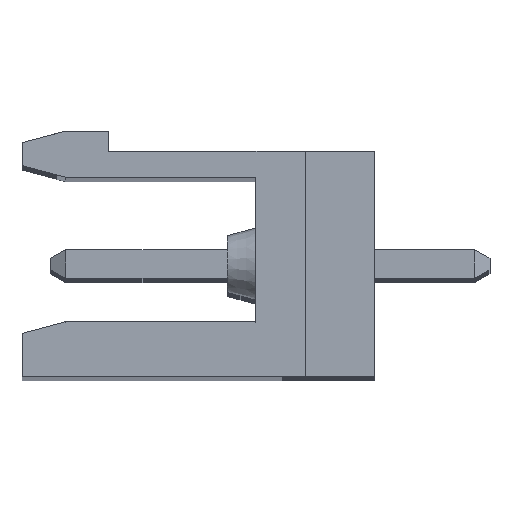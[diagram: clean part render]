
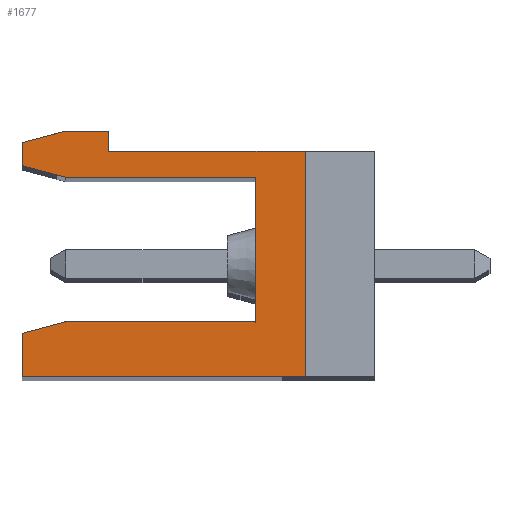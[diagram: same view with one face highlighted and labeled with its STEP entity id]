
A CAD part, top view. The second image highlights one B-rep face of the part: STEP entity #1677.
In plain terms, the highlighted planar face has unit normal (0, 0, 1).
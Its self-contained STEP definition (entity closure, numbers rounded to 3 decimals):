
#1677 = ADVANCED_FACE( '', ( #3549 ), #3550, .F. );
#3549 = FACE_OUTER_BOUND( '', #5607, .T. );
#3550 = PLANE( '', #5608 );
#5607 = EDGE_LOOP( '', ( #10598, #10599, #10600, #10601, #10602, #10603, #10604, #10605, #10606, #10607, #10608, #10609, #10610 ) );
#5608 = AXIS2_PLACEMENT_3D( '', #10611, #10612, #10613 );
#10598 = ORIENTED_EDGE( '', *, *, #13162, .T. );
#10599 = ORIENTED_EDGE( '', *, *, #14093, .T. );
#10600 = ORIENTED_EDGE( '', *, *, #12706, .F. );
#10601 = ORIENTED_EDGE( '', *, *, #13349, .T. );
#10602 = ORIENTED_EDGE( '', *, *, #14094, .F. );
#10603 = ORIENTED_EDGE( '', *, *, #13772, .F. );
#10604 = ORIENTED_EDGE( '', *, *, #13514, .F. );
#10605 = ORIENTED_EDGE( '', *, *, #12313, .F. );
#10606 = ORIENTED_EDGE( '', *, *, #13895, .F. );
#10607 = ORIENTED_EDGE( '', *, *, #13377, .F. );
#10608 = ORIENTED_EDGE( '', *, *, #12525, .F. );
#10609 = ORIENTED_EDGE( '', *, *, #13785, .F. );
#10610 = ORIENTED_EDGE( '', *, *, #13682, .T. );
#10611 = CARTESIAN_POINT( '', ( 289.137, 99.199, -24.28 ) );
#10612 = DIRECTION( '', ( 0., 0., -1. ) );
#10613 = DIRECTION( '', ( 0., -1., 0. ) );
#12313 = EDGE_CURVE( '', #14825, #14827, #14828, .T. );
#12525 = EDGE_CURVE( '', #15197, #15079, #15199, .T. );
#12706 = EDGE_CURVE( '', #15498, #15500, #15501, .T. );
#13162 = EDGE_CURVE( '', #16198, #16202, #16204, .T. );
#13349 = EDGE_CURVE( '', #15498, #16473, #16474, .T. );
#13377 = EDGE_CURVE( '', #15079, #16507, #16511, .T. );
#13514 = EDGE_CURVE( '', #14827, #16696, #16697, .T. );
#13682 = EDGE_CURVE( '', #16926, #16198, #16927, .T. );
#13772 = EDGE_CURVE( '', #16696, #16966, #17051, .T. );
#13785 = EDGE_CURVE( '', #16926, #15197, #17066, .T. );
#13895 = EDGE_CURVE( '', #16507, #14825, #17198, .T. );
#14093 = EDGE_CURVE( '', #16202, #15500, #17416, .T. );
#14094 = EDGE_CURVE( '', #16966, #16473, #17417, .T. );
#14825 = VERTEX_POINT( '', #18385 );
#14827 = VERTEX_POINT( '', #18388 );
#14828 = LINE( '', #18389, #18390 );
#15079 = VERTEX_POINT( '', #18758 );
#15197 = VERTEX_POINT( '', #18938 );
#15199 = LINE( '', #18941, #18942 );
#15498 = VERTEX_POINT( '', #19384 );
#15500 = VERTEX_POINT( '', #19387 );
#15501 = LINE( '', #19388, #19389 );
#16198 = VERTEX_POINT( '', #20435 );
#16202 = VERTEX_POINT( '', #20441 );
#16204 = LINE( '', #20444, #20445 );
#16473 = VERTEX_POINT( '', #20853 );
#16474 = LINE( '', #20854, #20855 );
#16507 = VERTEX_POINT( '', #20907 );
#16511 = LINE( '', #20913, #20914 );
#16696 = VERTEX_POINT( '', #21192 );
#16697 = LINE( '', #21193, #21194 );
#16926 = VERTEX_POINT( '', #21549 );
#16927 = LINE( '', #21550, #21551 );
#16966 = VERTEX_POINT( '', #21611 );
#17051 = LINE( '', #21754, #21755 );
#17066 = LINE( '', #21777, #21778 );
#17198 = LINE( '', #21983, #21984 );
#17416 = LINE( '', #22302, #22303 );
#17417 = LINE( '', #22304, #22305 );
#18385 = CARTESIAN_POINT( '', ( 289.337, 98.399, -24.28 ) );
#18388 = CARTESIAN_POINT( '', ( 296.137, 98.399, -24.28 ) );
#18389 = CARTESIAN_POINT( '', ( 295.937, 98.399, -24.28 ) );
#18390 = VECTOR( '', #22895, 1000. );
#18758 = CARTESIAN_POINT( '', ( 287.83, 99.099, -24.28 ) );
#18938 = CARTESIAN_POINT( '', ( 286.337, 98.699, -24.28 ) );
#18941 = CARTESIAN_POINT( '', ( 287.83, 99.099, -24.28 ) );
#18942 = VECTOR( '', #23082, 1000. );
#19384 = CARTESIAN_POINT( '', ( 287.837, 92.499, -24.28 ) );
#19387 = CARTESIAN_POINT( '', ( 294.437, 92.499, -24.28 ) );
#19388 = CARTESIAN_POINT( '', ( 289.137, 92.499, -24.28 ) );
#19389 = VECTOR( '', #23233, 1000. );
#20435 = CARTESIAN_POINT( '', ( 287.83, 97.499, -24.28 ) );
#20441 = CARTESIAN_POINT( '', ( 294.437, 97.499, -24.28 ) );
#20444 = CARTESIAN_POINT( '', ( 289.137, 97.499, -24.28 ) );
#20445 = VECTOR( '', #23604, 1000. );
#20853 = CARTESIAN_POINT( '', ( 286.337, 92.097, -24.28 ) );
#20854 = CARTESIAN_POINT( '', ( 286.337, 92.097, -24.28 ) );
#20855 = VECTOR( '', #23756, 1000. );
#20907 = CARTESIAN_POINT( '', ( 289.337, 99.099, -24.28 ) );
#20913 = CARTESIAN_POINT( '', ( 289.337, 99.099, -24.28 ) );
#20914 = VECTOR( '', #23775, 1000. );
#21192 = CARTESIAN_POINT( '', ( 296.137, 90.599, -24.28 ) );
#21193 = CARTESIAN_POINT( '', ( 296.137, 90.599, -24.28 ) );
#21194 = VECTOR( '', #23878, 1000. );
#21549 = CARTESIAN_POINT( '', ( 286.337, 97.899, -24.28 ) );
#21550 = CARTESIAN_POINT( '', ( 288.624, 97.286, -24.28 ) );
#21551 = VECTOR( '', #24008, 1000. );
#21611 = CARTESIAN_POINT( '', ( 286.337, 90.599, -24.28 ) );
#21754 = CARTESIAN_POINT( '', ( 286.137, 90.599, -24.28 ) );
#21755 = VECTOR( '', #24091, 1000. );
#21777 = CARTESIAN_POINT( '', ( 286.337, 98.799, -24.28 ) );
#21778 = VECTOR( '', #24099, 1000. );
#21983 = CARTESIAN_POINT( '', ( 289.337, 98.699, -24.28 ) );
#21984 = VECTOR( '', #24176, 1000. );
#22302 = CARTESIAN_POINT( '', ( 294.437, 99.199, -24.28 ) );
#22303 = VECTOR( '', #24304, 1000. );
#22304 = CARTESIAN_POINT( '', ( 286.337, 98.799, -24.28 ) );
#22305 = VECTOR( '', #24305, 1000. );
#22895 = DIRECTION( '', ( 1., 0., 0. ) );
#23082 = DIRECTION( '', ( 0.966, 0.259, 0. ) );
#23233 = DIRECTION( '', ( 1., 0., 0. ) );
#23604 = DIRECTION( '', ( 1., 0., 0. ) );
#23756 = DIRECTION( '', ( -0.966, -0.259, 0. ) );
#23775 = DIRECTION( '', ( 1., 0., 0. ) );
#23878 = DIRECTION( '', ( 0., -1., 0. ) );
#24008 = DIRECTION( '', ( 0.966, -0.259, 0. ) );
#24091 = DIRECTION( '', ( -1., 0., 0. ) );
#24099 = DIRECTION( '', ( 0., 1., 0. ) );
#24176 = DIRECTION( '', ( 0., -1., 0. ) );
#24304 = DIRECTION( '', ( 0., -1., 0. ) );
#24305 = DIRECTION( '', ( 0., 1., 0. ) );
